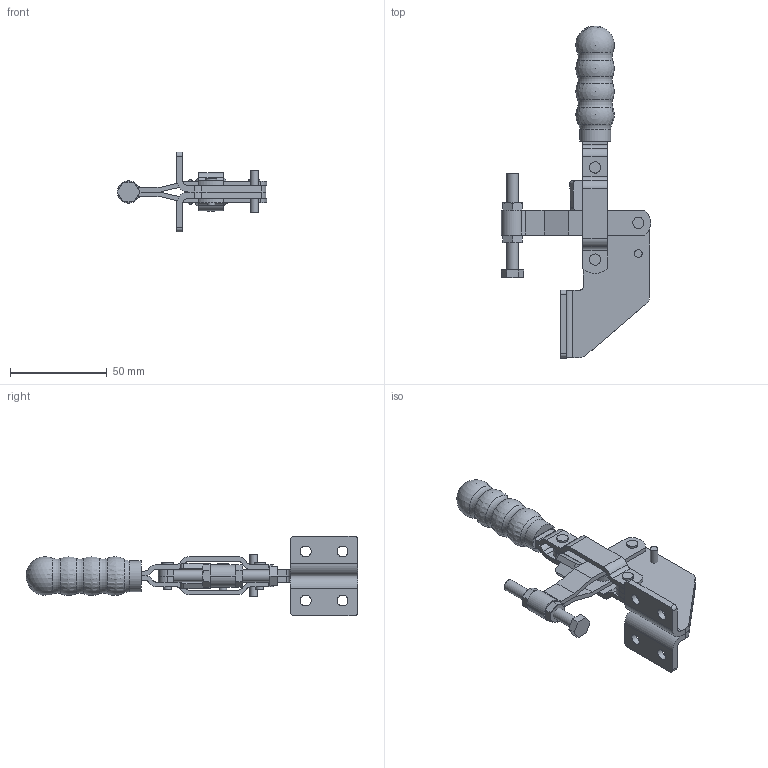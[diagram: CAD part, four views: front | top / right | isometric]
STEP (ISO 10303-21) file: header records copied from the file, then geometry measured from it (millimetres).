
FILE_DESCRIPTION(/* description */ ('Alibre Inc.'),/* implementation_level */ '2;1');
FILE_NAME(/* name */ 'export0',/* time_stamp */ '2012-02-17T12:10:00+01:00',/* author */ (''),/* organization */ (''),/* preprocessor_version */ 'ST-DEVELOPER v12',/* originating_system */ 'Alibre',/* authorisation */ '');
FILE_SCHEMA (('CONFIG_CONTROL_DESIGN'));
Length unit declared in the file: millimetre
Products named in the file (1): ID_1
Bounding box: 77.16 x 171.52 x 41.15 mm (x, y, z)
Volume: 46956.1 mm3; surface area: 36650.7 mm2
Topology: 17 solids, 17 shells, 258 faces, 656 edges, 399 vertices
Faces by surface type: plane 125, cylinder 109, cone 16, torus 4, sphere 4
Full cylindrical faces by diameter (mm): 3.2 x2, 3.91 x4, 4 x5, 4.005 x8, 4.05 x4, 5 x2, 5.6 x4, 5.8 x4, 6 x1, 16 x1
Entity records: 7246 total; most frequent: CARTESIAN_POINT 1288, ORIENTED_EDGE 1194, DIRECTION 1131, EDGE_CURVE 597, AXIS2_PLACEMENT_3D 473, VERTEX_POINT 383, EDGE_LOOP 354, FACE_BOUND 354
